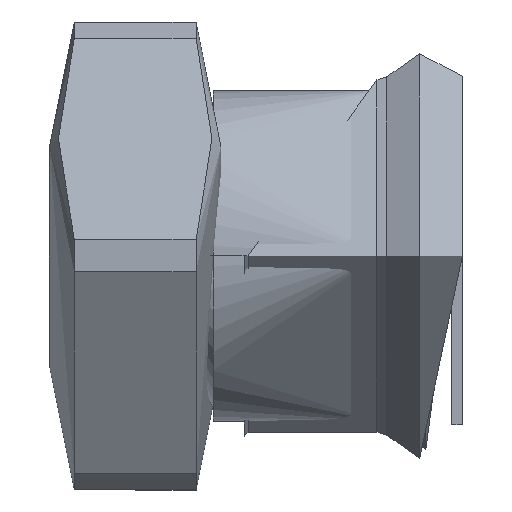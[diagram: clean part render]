
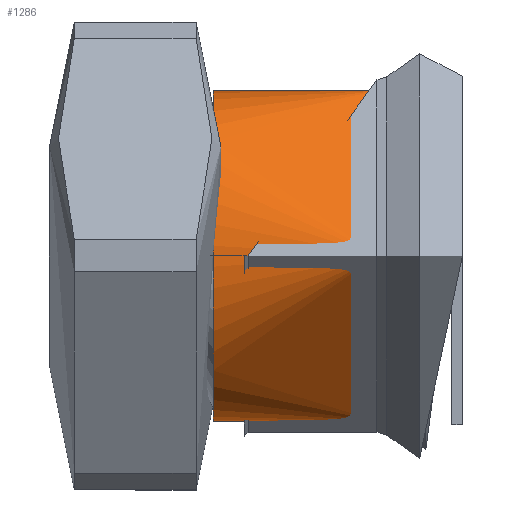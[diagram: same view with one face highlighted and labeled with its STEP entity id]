
A CAD part, top view. The second image highlights one B-rep face of the part: STEP entity #1286.
In plain terms, the highlighted free-form (B-spline) face has degree [1, 2] with [2, 9] control points.
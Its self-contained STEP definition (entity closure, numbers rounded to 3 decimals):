
#729 = EDGE_CURVE('',#730,#732,#734,.T.);
#730 = VERTEX_POINT('',#731);
#731 = CARTESIAN_POINT('',(-15.518,21.2,0.));
#732 = VERTEX_POINT('',#733);
#733 = CARTESIAN_POINT('',(-15.518,-21.2,0.));
#734 = ( BOUNDED_CURVE() B_SPLINE_CURVE(2,(#735,#736,#737,#738,#739),
.UNSPECIFIED.,.F.,.F.) B_SPLINE_CURVE_WITH_KNOTS((3,2,3),(0.,
1.571,3.142),.UNSPECIFIED.) CURVE() 
GEOMETRIC_REPRESENTATION_ITEM() RATIONAL_B_SPLINE_CURVE((1.,
0.707,1.,0.707,1.)) REPRESENTATION_ITEM('') );
#735 = CARTESIAN_POINT('',(-15.518,21.2,0.));
#736 = CARTESIAN_POINT('',(-15.518,21.2,21.2));
#737 = CARTESIAN_POINT('',(-15.518,0.,21.2));
#738 = CARTESIAN_POINT('',(-15.518,-21.2,21.2));
#739 = CARTESIAN_POINT('',(-15.518,-21.2,0.));
#741 = EDGE_CURVE('',#732,#730,#742,.T.);
#742 = ( BOUNDED_CURVE() B_SPLINE_CURVE(2,(#743,#744,#745,#746,#747),
.UNSPECIFIED.,.F.,.F.) B_SPLINE_CURVE_WITH_KNOTS((3,2,3),(3.142,
4.712,6.283),.PIECEWISE_BEZIER_KNOTS.) CURVE() 
GEOMETRIC_REPRESENTATION_ITEM() RATIONAL_B_SPLINE_CURVE((1.,
0.707,1.,0.707,1.)) REPRESENTATION_ITEM('') );
#743 = CARTESIAN_POINT('',(-15.518,-21.2,0.));
#744 = CARTESIAN_POINT('',(-15.518,-21.2,-21.2));
#745 = CARTESIAN_POINT('',(-15.518,0.,-21.2));
#746 = CARTESIAN_POINT('',(-15.518,21.2,-21.2));
#747 = CARTESIAN_POINT('',(-15.518,21.2,0.));
#1223 = EDGE_CURVE('',#1224,#1226,#1228,.T.);
#1224 = VERTEX_POINT('',#1225);
#1225 = CARTESIAN_POINT('',(5.508,21.2,0.));
#1226 = VERTEX_POINT('',#1227);
#1227 = CARTESIAN_POINT('',(5.508,0.,21.2));
#1228 = ( BOUNDED_CURVE() B_SPLINE_CURVE(2,(#1229,#1230,#1231),
.UNSPECIFIED.,.F.,.F.) B_SPLINE_CURVE_WITH_KNOTS((3,3),(0.,
1.571),.PIECEWISE_BEZIER_KNOTS.) CURVE() 
GEOMETRIC_REPRESENTATION_ITEM() RATIONAL_B_SPLINE_CURVE((1.,
0.707,1.)) REPRESENTATION_ITEM('') );
#1229 = CARTESIAN_POINT('',(5.508,21.2,0.));
#1230 = CARTESIAN_POINT('',(5.508,21.2,21.2));
#1231 = CARTESIAN_POINT('',(5.508,0.,21.2));
#1233 = EDGE_CURVE('',#1234,#1224,#1236,.T.);
#1234 = VERTEX_POINT('',#1235);
#1235 = CARTESIAN_POINT('',(5.508,-21.2,0.));
#1236 = ( BOUNDED_CURVE() B_SPLINE_CURVE(2,(#1237,#1238,#1239,#1240,
#1241),.UNSPECIFIED.,.F.,.F.) B_SPLINE_CURVE_WITH_KNOTS((3,2,3),(
    3.142,4.712,6.283),
.PIECEWISE_BEZIER_KNOTS.) CURVE() GEOMETRIC_REPRESENTATION_ITEM() 
RATIONAL_B_SPLINE_CURVE((1.,0.707,1.,0.707,1.)) 
REPRESENTATION_ITEM('') );
#1237 = CARTESIAN_POINT('',(5.508,-21.2,0.));
#1238 = CARTESIAN_POINT('',(5.508,-21.2,-21.2));
#1239 = CARTESIAN_POINT('',(5.508,0.,-21.2));
#1240 = CARTESIAN_POINT('',(5.508,21.2,-21.2));
#1241 = CARTESIAN_POINT('',(5.508,21.2,0.));
#1243 = EDGE_CURVE('',#1226,#1234,#1244,.T.);
#1244 = ( BOUNDED_CURVE() B_SPLINE_CURVE(2,(#1245,#1246,#1247),
.UNSPECIFIED.,.F.,.F.) B_SPLINE_CURVE_WITH_KNOTS((3,3),(1.571,
3.142),.PIECEWISE_BEZIER_KNOTS.) CURVE() 
GEOMETRIC_REPRESENTATION_ITEM() RATIONAL_B_SPLINE_CURVE((1.,
0.707,1.)) REPRESENTATION_ITEM('') );
#1245 = CARTESIAN_POINT('',(5.508,0.,21.2));
#1246 = CARTESIAN_POINT('',(5.508,-21.2,21.2));
#1247 = CARTESIAN_POINT('',(5.508,-21.2,0.));
#1286 = ADVANCED_FACE('',(#1287),#1300,.T.);
#1287 = FACE_BOUND('',#1288,.T.);
#1288 = EDGE_LOOP('',(#1289,#1290,#1291,#1296,#1297,#1298,#1299));
#1289 = ORIENTED_EDGE('',*,*,#1223,.T.);
#1290 = ORIENTED_EDGE('',*,*,#1243,.T.);
#1291 = ORIENTED_EDGE('',*,*,#1292,.T.);
#1292 = EDGE_CURVE('',#1234,#732,#1293,.T.);
#1293 = B_SPLINE_CURVE_WITH_KNOTS('',1,(#1294,#1295),.UNSPECIFIED.,.F.,
  .F.,(2,2),(-0.496,0.496),.PIECEWISE_BEZIER_KNOTS.);
#1294 = CARTESIAN_POINT('',(5.508,-21.2,0.));
#1295 = CARTESIAN_POINT('',(-15.518,-21.2,0.));
#1296 = ORIENTED_EDGE('',*,*,#729,.F.);
#1297 = ORIENTED_EDGE('',*,*,#741,.F.);
#1298 = ORIENTED_EDGE('',*,*,#1292,.F.);
#1299 = ORIENTED_EDGE('',*,*,#1233,.T.);
#1300 = ( BOUNDED_SURFACE() B_SPLINE_SURFACE(1,2,(
    (#1301,#1302,#1303,#1304,#1305,#1306,#1307,#1308,#1309)
    ,(#1310,#1311,#1312,#1313,#1314,#1315,#1316,#1317,#1318
)),.UNSPECIFIED.,.F.,.T.,.F.) B_SPLINE_SURFACE_WITH_KNOTS((2,2),(1,2,2,2
    ,2,2,1),(-0.496,0.496),(-4.712,
    -3.142,-1.571,0.,1.571,3.142,
4.712),.UNSPECIFIED.) GEOMETRIC_REPRESENTATION_ITEM() 
RATIONAL_B_SPLINE_SURFACE((
    (1.,0.707,1.,0.707,1.,0.707,1.
      ,0.707,1.)
    ,(1.,0.707,1.,0.707,1.,0.707,1.
,0.707,1.))) REPRESENTATION_ITEM('') SURFACE() );
#1301 = CARTESIAN_POINT('',(-15.518,-21.2,0.));
#1302 = CARTESIAN_POINT('',(-15.518,-21.2,-21.2));
#1303 = CARTESIAN_POINT('',(-15.518,0.,-21.2));
#1304 = CARTESIAN_POINT('',(-15.518,21.2,-21.2));
#1305 = CARTESIAN_POINT('',(-15.518,21.2,0.));
#1306 = CARTESIAN_POINT('',(-15.518,21.2,21.2));
#1307 = CARTESIAN_POINT('',(-15.518,0.,21.2));
#1308 = CARTESIAN_POINT('',(-15.518,-21.2,21.2));
#1309 = CARTESIAN_POINT('',(-15.518,-21.2,0.));
#1310 = CARTESIAN_POINT('',(5.508,-21.2,0.));
#1311 = CARTESIAN_POINT('',(5.508,-21.2,-21.2));
#1312 = CARTESIAN_POINT('',(5.508,0.,-21.2));
#1313 = CARTESIAN_POINT('',(5.508,21.2,-21.2));
#1314 = CARTESIAN_POINT('',(5.508,21.2,0.));
#1315 = CARTESIAN_POINT('',(5.508,21.2,21.2));
#1316 = CARTESIAN_POINT('',(5.508,0.,21.2));
#1317 = CARTESIAN_POINT('',(5.508,-21.2,21.2));
#1318 = CARTESIAN_POINT('',(5.508,-21.2,0.));
